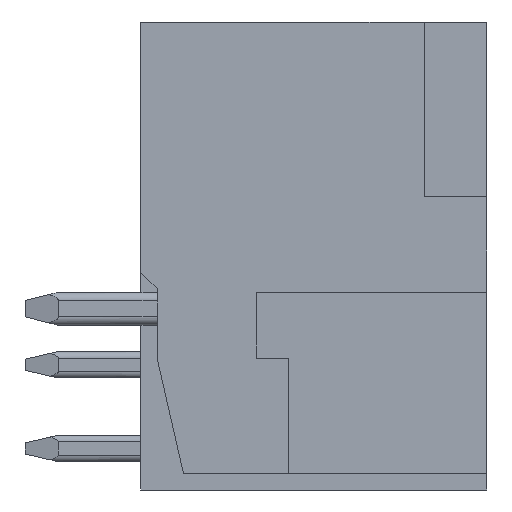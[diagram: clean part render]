
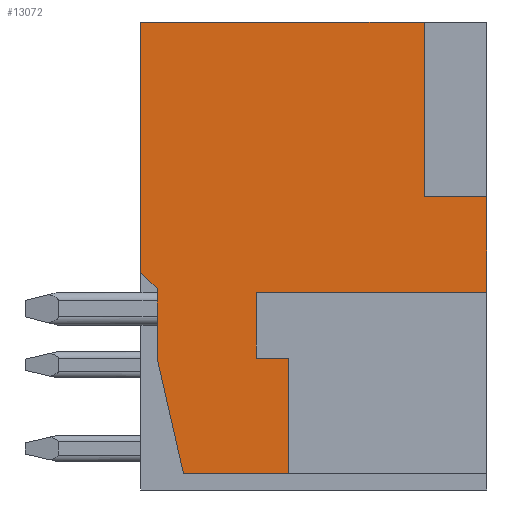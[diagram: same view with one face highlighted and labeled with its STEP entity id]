
A CAD part, front view. The second image highlights one B-rep face of the part: STEP entity #13072.
In plain terms, the highlighted planar face has unit normal (0, -1, 0).
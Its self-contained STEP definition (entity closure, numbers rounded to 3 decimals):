
#117=DIRECTION('',(1.,0.,0.));
#118=VECTOR('',#117,7.);
#119=CARTESIAN_POINT('',(-1.75,-25.37,-1.1));
#120=LINE('',#119,#118);
#578=DIRECTION('',(0.223,0.,-0.975));
#579=VECTOR('',#578,3.59);
#580=CARTESIAN_POINT('',(-4.75,-25.37,-3.1));
#581=LINE('',#580,#579);
#582=DIRECTION('',(0.,0.,1.));
#583=VECTOR('',#582,2.1);
#584=CARTESIAN_POINT('',(-4.75,-25.37,-3.1));
#585=LINE('',#584,#583);
#586=DIRECTION('',(0.707,0.,-0.707));
#587=VECTOR('',#586,0.707);
#588=CARTESIAN_POINT('',(-5.25,-25.37,-0.5));
#589=LINE('',#588,#587);
#590=DIRECTION('',(0.,0.,-1.));
#591=VECTOR('',#590,7.6);
#592=CARTESIAN_POINT('',(-5.25,-25.37,7.1));
#593=LINE('',#592,#591);
#594=DIRECTION('',(-1.,0.,0.));
#595=VECTOR('',#594,8.6);
#596=CARTESIAN_POINT('',(3.35,-25.37,7.1));
#597=LINE('',#596,#595);
#598=DIRECTION('',(0.,0.,-1.));
#599=VECTOR('',#598,5.3);
#600=CARTESIAN_POINT('',(3.35,-25.37,7.1));
#601=LINE('',#600,#599);
#602=DIRECTION('',(-1.,0.,0.));
#603=VECTOR('',#602,1.9);
#604=CARTESIAN_POINT('',(5.25,-25.37,1.8));
#605=LINE('',#604,#603);
#606=DIRECTION('',(0.,0.,1.));
#607=VECTOR('',#606,2.9);
#608=CARTESIAN_POINT('',(5.25,-25.37,-1.1));
#609=LINE('',#608,#607);
#610=DIRECTION('',(0.,0.,-1.));
#611=VECTOR('',#610,2.);
#612=CARTESIAN_POINT('',(-1.75,-25.37,-1.1));
#613=LINE('',#612,#611);
#614=DIRECTION('',(1.,0.,0.));
#615=VECTOR('',#614,1.);
#616=CARTESIAN_POINT('',(-1.75,-25.37,-3.1));
#617=LINE('',#616,#615);
#618=DIRECTION('',(0.,0.,1.));
#619=VECTOR('',#618,3.5);
#620=CARTESIAN_POINT('',(-0.75,-25.37,-6.6));
#621=LINE('',#620,#619);
#622=DIRECTION('',(1.,0.,0.));
#623=VECTOR('',#622,3.2);
#624=CARTESIAN_POINT('',(-3.95,-25.37,-6.6));
#625=LINE('',#624,#623);
#9851=CARTESIAN_POINT('',(-5.25,-25.37,7.1));
#9853=VERTEX_POINT('',#9851);
#9881=CARTESIAN_POINT('',(3.35,-25.37,7.1));
#9882=VERTEX_POINT('',#9881);
#9883=CARTESIAN_POINT('',(5.25,-25.37,1.8));
#9885=VERTEX_POINT('',#9883);
#9893=CARTESIAN_POINT('',(3.35,-25.37,1.8));
#9894=VERTEX_POINT('',#9893);
#9933=CARTESIAN_POINT('',(5.25,-25.37,-1.1));
#9934=VERTEX_POINT('',#9933);
#9939=CARTESIAN_POINT('',(-1.75,-25.37,-3.1));
#9940=CARTESIAN_POINT('',(-0.75,-25.37,-3.1));
#9941=VERTEX_POINT('',#9939);
#9942=VERTEX_POINT('',#9940);
#9945=CARTESIAN_POINT('',(-0.75,-25.37,-6.6));
#9946=VERTEX_POINT('',#9945);
#9947=CARTESIAN_POINT('',(-1.75,-25.37,-1.1));
#9948=VERTEX_POINT('',#9947);
#9951=CARTESIAN_POINT('',(-5.25,-25.37,-0.5));
#9952=CARTESIAN_POINT('',(-4.75,-25.37,-1.));
#9953=VERTEX_POINT('',#9951);
#9954=VERTEX_POINT('',#9952);
#9967=CARTESIAN_POINT('',(-4.75,-25.37,-3.1));
#9968=CARTESIAN_POINT('',(-3.95,-25.37,-6.6));
#9969=VERTEX_POINT('',#9967);
#9970=VERTEX_POINT('',#9968);
#13044=CARTESIAN_POINT('',(0.,-25.37,0.));
#13045=DIRECTION('',(0.,-1.,0.));
#13046=DIRECTION('',(1.,0.,0.));
#13047=AXIS2_PLACEMENT_3D('',#13044,#13045,#13046);
#13048=PLANE('',#13047);
#13049=ORIENTED_EDGE('',*,*,#13035,.F.);
#13050=ORIENTED_EDGE('',*,*,#12975,.T.);
#13052=ORIENTED_EDGE('',*,*,#13051,.F.);
#13054=ORIENTED_EDGE('',*,*,#13053,.F.);
#13056=ORIENTED_EDGE('',*,*,#13055,.F.);
#13058=ORIENTED_EDGE('',*,*,#13057,.T.);
#13060=ORIENTED_EDGE('',*,*,#13059,.F.);
#13062=ORIENTED_EDGE('',*,*,#13061,.F.);
#13063=ORIENTED_EDGE('',*,*,#12476,.F.);
#13064=ORIENTED_EDGE('',*,*,#12534,.T.);
#13066=ORIENTED_EDGE('',*,*,#13065,.T.);
#13068=ORIENTED_EDGE('',*,*,#13067,.F.);
#13069=ORIENTED_EDGE('',*,*,#12657,.F.);
#13070=EDGE_LOOP('',(#13049,#13050,#13052,#13054,#13056,#13058,#13060,#13062,
#13063,#13064,#13066,#13068,#13069));
#13071=FACE_OUTER_BOUND('',#13070,.F.);
#13072=ADVANCED_FACE('',(#13071),#13048,.T.);
#12476=EDGE_CURVE('',#9948,#9934,#120,.T.);
#12534=EDGE_CURVE('',#9948,#9941,#613,.T.);
#12657=EDGE_CURVE('',#9970,#9946,#625,.T.);
#12975=EDGE_CURVE('',#9969,#9954,#585,.T.);
#13035=EDGE_CURVE('',#9969,#9970,#581,.T.);
#13051=EDGE_CURVE('',#9953,#9954,#589,.T.);
#13053=EDGE_CURVE('',#9853,#9953,#593,.T.);
#13055=EDGE_CURVE('',#9882,#9853,#597,.T.);
#13057=EDGE_CURVE('',#9882,#9894,#601,.T.);
#13059=EDGE_CURVE('',#9885,#9894,#605,.T.);
#13061=EDGE_CURVE('',#9934,#9885,#609,.T.);
#13065=EDGE_CURVE('',#9941,#9942,#617,.T.);
#13067=EDGE_CURVE('',#9946,#9942,#621,.T.);
